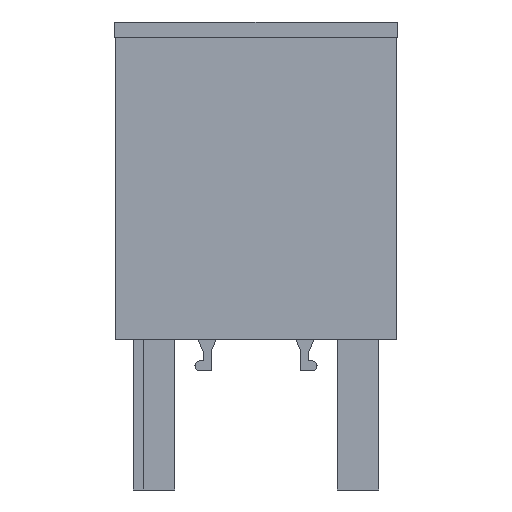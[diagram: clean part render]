
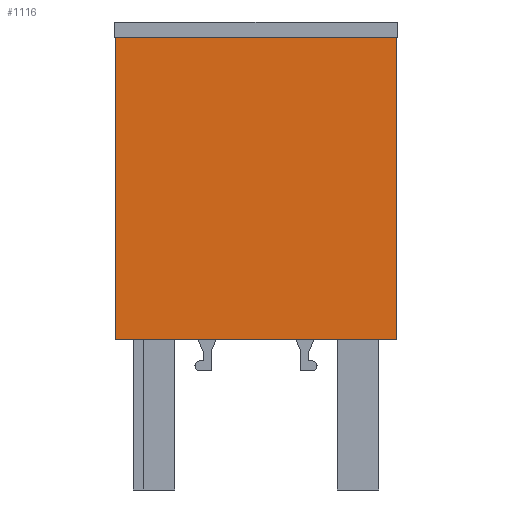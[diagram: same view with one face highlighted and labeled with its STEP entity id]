
A CAD part, left-side view. The second image highlights one B-rep face of the part: STEP entity #1116.
In plain terms, the highlighted planar face has unit normal (-1, 0, 0).
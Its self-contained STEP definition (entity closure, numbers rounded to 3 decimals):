
#1116=ADVANCED_FACE('',(#2894),#2895,.F.);
#2060=VERTEX_POINT('',#3839);
#2070=VERTEX_POINT('',#3849);
#2074=EDGE_CURVE('',#2070,#2060,#3853,.T.);
#2404=VERTEX_POINT('',#4183);
#2406=VERTEX_POINT('',#4185);
#2408=EDGE_CURVE('',#2404,#2406,#4187,.T.);
#2422=EDGE_CURVE('',#2404,#2060,#4201,.T.);
#2426=EDGE_CURVE('',#2406,#2070,#4205,.T.);
#2894=FACE_OUTER_BOUND('',#4663,.T.);
#2895=PLANE('',#4664);
#3839=CARTESIAN_POINT('',(0.025,0.05,44.9));
#3849=CARTESIAN_POINT('',(0.025,27.95,44.9));
#3853=LINE('',#6123,#6124);
#4183=CARTESIAN_POINT('',(0.025,0.05,14.9));
#4185=CARTESIAN_POINT('',(0.025,27.95,14.9));
#4187=LINE('',#6655,#6656);
#4201=LINE('',#6679,#6680);
#4205=LINE('',#6687,#6688);
#4663=EDGE_LOOP('',(#8054,#8055,#8056,#8057));
#4664=AXIS2_PLACEMENT_3D('',#8058,#8059,#8060);
#6123=CARTESIAN_POINT('',(0.025,14.0,44.9));
#6124=VECTOR('',#8481,1.0);
#6655=CARTESIAN_POINT('',(0.025,14.0,14.9));
#6656=VECTOR('',#8590,1.0);
#6679=CARTESIAN_POINT('',(0.025,0.05,29.9));
#6680=VECTOR('',#8595,1.0);
#6687=CARTESIAN_POINT('',(0.025,27.95,29.9));
#6688=VECTOR('',#8597,1.0);
#8054=ORIENTED_EDGE('',*,*,#2422,.T.);
#8055=ORIENTED_EDGE('',*,*,#2074,.F.);
#8056=ORIENTED_EDGE('',*,*,#2426,.F.);
#8057=ORIENTED_EDGE('',*,*,#2408,.F.);
#8058=CARTESIAN_POINT('',(0.025,14.0,29.9));
#8059=DIRECTION('',(1.0,0.0,0.0));
#8060=DIRECTION('',(0.0,0.0,-1.0));
#8481=DIRECTION('',(0.0,-1.0,0.0));
#8590=DIRECTION('',(0.0,1.0,0.0));
#8595=DIRECTION('',(0.0,0.0,1.0));
#8597=DIRECTION('',(0.0,0.0,1.0));
